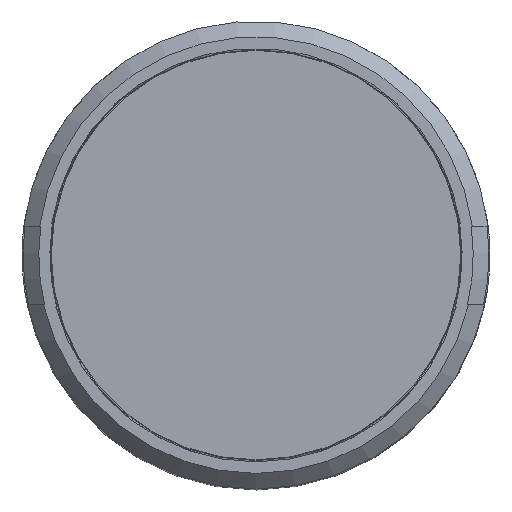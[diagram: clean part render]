
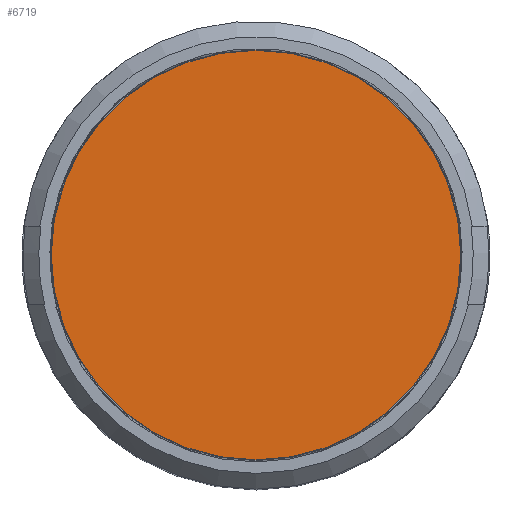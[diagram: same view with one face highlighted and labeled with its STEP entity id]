
A CAD part, top view. The second image highlights one B-rep face of the part: STEP entity #6719.
In plain terms, the highlighted planar face has unit normal (0, 0, 1).
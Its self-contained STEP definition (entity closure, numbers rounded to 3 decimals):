
#1872=CARTESIAN_POINT('',(0.,0.,40.));
#1873=DIRECTION('',(0.,0.,1.));
#1874=DIRECTION('',(1.,0.,0.));
#1875=AXIS2_PLACEMENT_3D('',#1872,#1873,#1874);
#1877=CARTESIAN_POINT('',(0.,0.,40.));
#1878=DIRECTION('',(0.,0.,1.));
#1879=DIRECTION('',(-1.,0.,0.));
#1880=AXIS2_PLACEMENT_3D('',#1877,#1878,#1879);
#2006=CARTESIAN_POINT('',(7.825,0.,40.));
#2007=CARTESIAN_POINT('',(-7.825,0.,40.));
#2008=VERTEX_POINT('',#2006);
#2009=VERTEX_POINT('',#2007);
#6710=CARTESIAN_POINT('',(0.,0.,40.));
#6711=DIRECTION('',(0.,0.,1.));
#6712=DIRECTION('',(1.,0.,0.));
#6713=AXIS2_PLACEMENT_3D('',#6710,#6711,#6712);
#6714=PLANE('',#6713);
#6715=ORIENTED_EDGE('',*,*,#6666,.F.);
#6716=ORIENTED_EDGE('',*,*,#6692,.F.);
#6717=EDGE_LOOP('',(#6715,#6716));
#6718=FACE_OUTER_BOUND('',#6717,.F.);
#6719=ADVANCED_FACE('',(#6718),#6714,.T.);
#1876=CIRCLE('',#1875,7.825);
#1881=CIRCLE('',#1880,7.825);
#6666=EDGE_CURVE('',#2008,#2009,#1876,.T.);
#6692=EDGE_CURVE('',#2009,#2008,#1881,.T.);
